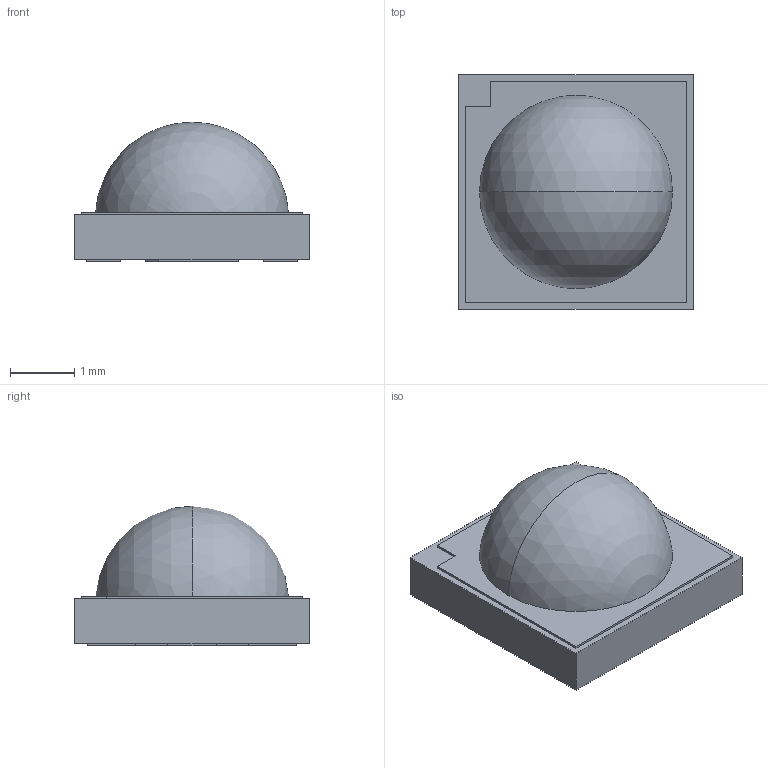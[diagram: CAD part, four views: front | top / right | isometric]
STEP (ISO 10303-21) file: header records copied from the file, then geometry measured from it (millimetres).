
FILE_DESCRIPTION (( 'STEP AP214' ), '1' );
FILE_NAME ('Epistar3535_RGB.STEP', '2019-12-31T14:57:26', ( 'Elessar' ), ( '' ), 'SwSTEP 2.0', 'SolidWorks 2018', '' );
FILE_SCHEMA (( 'AUTOMOTIVE_DESIGN' ));
Length unit declared in the file: millimetre
Products named in the file (1): Epistar3535_RGB
Bounding box: 3.65 x 3.65 x 2.17 mm (x, y, z)
Volume: 16.4 mm3; surface area: 58.5 mm2
Topology: 2 solids, 2 shells, 52 faces, 121 edges, 81 vertices
Faces by surface type: plane 50, sphere 2
Entity records: 2072 total; most frequent: CARTESIAN_POINT 255, ORIENTED_EDGE 242, DIRECTION 231, EDGE_CURVE 121, LINE 117, VECTOR 117, VERTEX_POINT 81, EDGE_LOOP 60
